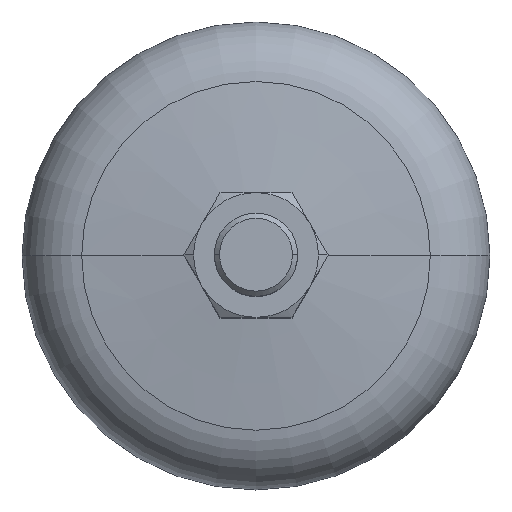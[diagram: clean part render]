
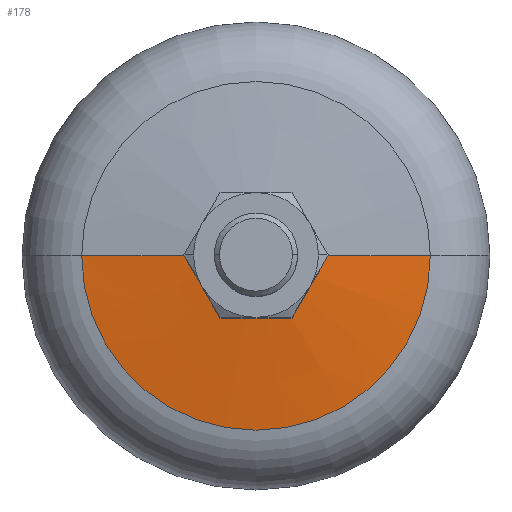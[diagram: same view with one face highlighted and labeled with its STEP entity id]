
A CAD part, top view. The second image highlights one B-rep face of the part: STEP entity #178.
In plain terms, the highlighted conical face has half-angle 83.25 degrees and reference radius 20.474 mm.
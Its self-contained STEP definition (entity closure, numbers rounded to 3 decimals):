
#178=ADVANCED_FACE('1304',(#424),#425,.T.);
#424=FACE_OUTER_BOUND('',#736,.T.);
#425=CONICAL_SURFACE('',#737,20.474,1.453);
#736=EDGE_LOOP('',(#1189,#1190,#1191,#1192,#1193,#1194));
#737=AXIS2_PLACEMENT_3D('',#1195,#1196,#1197);
#1189=ORIENTED_EDGE('',*,*,#1878,.F.);
#1190=ORIENTED_EDGE('',*,*,#1884,.T.);
#1191=ORIENTED_EDGE('',*,*,#1885,.T.);
#1192=ORIENTED_EDGE('',*,*,#1886,.F.);
#1193=ORIENTED_EDGE('',*,*,#1882,.F.);
#1194=ORIENTED_EDGE('',*,*,#1887,.F.);
#1195=CARTESIAN_POINT('',(0.0,0.0,19.455));
#1196=DIRECTION('',(-0.0,-0.0,-1.0));
#1197=DIRECTION('',(-1.0,0.0,0.0));
#1878=EDGE_CURVE('1955',#2138,#2248,#2249,.T.);
#1882=EDGE_CURVE('1956',#2252,#2128,#2254,.T.);
#1884=EDGE_CURVE('1492',#2138,#2256,#2257,.T.);
#1885=EDGE_CURVE('1307',#2256,#2258,#2259,.T.);
#1886=EDGE_CURVE('1494',#2128,#2258,#2260,.T.);
#1887=EDGE_CURVE('1937',#2248,#2252,#2261,.T.);
#2128=VERTEX_POINT('',#2598);
#2138=VERTEX_POINT('',#2612);
#2248=VERTEX_POINT('',#2752);
#2249=CIRCLE('',#2753,7.42);
#2252=VERTEX_POINT('',#2760);
#2254=CIRCLE('',#2766,7.42);
#2256=VERTEX_POINT('',#2768);
#2257=LINE('',#2769,#2770);
#2258=VERTEX_POINT('',#2771);
#2259=CIRCLE('',#2772,33.528);
#2260=LINE('',#2773,#2774);
#2261=CIRCLE('',#2775,7.42);
#2598=CARTESIAN_POINT('',(7.42,0.0,21.0));
#2612=CARTESIAN_POINT('',(-7.42,0.0,21.0));
#2752=CARTESIAN_POINT('',(-3.578,-6.5,21.0));
#2753=AXIS2_PLACEMENT_3D('',#3433,#3434,#3435);
#2760=CARTESIAN_POINT('',(3.578,-6.5,21.0));
#2766=AXIS2_PLACEMENT_3D('',#3436,#3437,#3438);
#2768=CARTESIAN_POINT('',(-33.528,0.0,17.91));
#2769=CARTESIAN_POINT('',(-7.42,0.0,21.0));
#2770=VECTOR('',#3439,26.29);
#2771=CARTESIAN_POINT('',(33.528,0.0,17.91));
#2772=AXIS2_PLACEMENT_3D('',#3440,#3441,#3442);
#2773=CARTESIAN_POINT('',(7.42,0.0,21.0));
#2774=VECTOR('',#3443,26.29);
#2775=AXIS2_PLACEMENT_3D('',#3444,#3445,#3446);
#3433=CARTESIAN_POINT('',(0.0,0.0,21.0));
#3434=DIRECTION('',(0.0,0.0,1.0));
#3435=DIRECTION('',(-1.0,0.0,0.0));
#3436=CARTESIAN_POINT('',(0.0,0.0,21.0));
#3437=DIRECTION('',(0.0,0.0,1.0));
#3438=DIRECTION('',(0.482,-0.876,0.0));
#3439=DIRECTION('',(-0.993,-0.0,-0.118));
#3440=CARTESIAN_POINT('',(0.0,0.0,17.91));
#3441=DIRECTION('',(0.0,0.0,1.0));
#3442=DIRECTION('',(-1.0,0.0,0.0));
#3443=DIRECTION('',(0.993,0.0,-0.118));
#3444=CARTESIAN_POINT('',(0.0,0.0,21.0));
#3445=DIRECTION('',(0.0,0.0,1.0));
#3446=DIRECTION('',(-0.482,-0.876,0.0));
